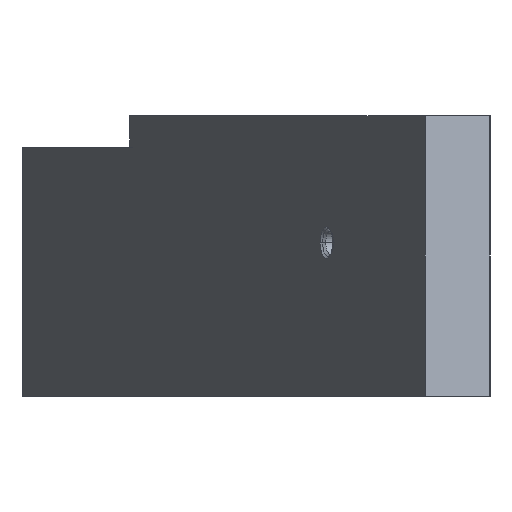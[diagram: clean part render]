
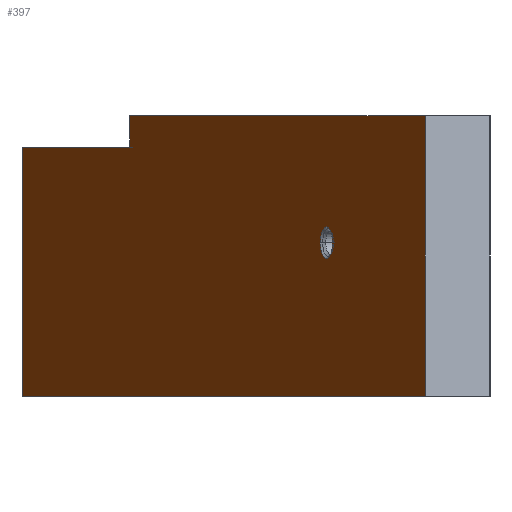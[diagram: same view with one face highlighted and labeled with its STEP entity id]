
A CAD part, left-side view. The second image highlights one B-rep face of the part: STEP entity #397.
In plain terms, the highlighted planar face has unit normal (-0.383, 0.924, 0).
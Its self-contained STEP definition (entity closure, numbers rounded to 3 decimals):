
#13=DIRECTION('',(-0.924,-0.383,0.));
#14=VECTOR('',#13,150.);
#15=CARTESIAN_POINT('',(0.,66.641,0.));
#16=LINE('',#15,#14);
#65=DIRECTION('',(0.,0.,1.));
#66=VECTOR('',#65,40.);
#67=CARTESIAN_POINT('',(-138.582,9.239,0.));
#68=LINE('',#67,#66);
#69=DIRECTION('',(-0.924,-0.383,0.));
#70=VECTOR('',#69,40.006);
#71=CARTESIAN_POINT('',(0.,66.641,35.5));
#72=LINE('',#71,#70);
#73=DIRECTION('',(0.,0.,1.));
#74=VECTOR('',#73,4.5);
#75=CARTESIAN_POINT('',(-36.96,51.332,35.5));
#76=LINE('',#75,#74);
#77=DIRECTION('',(0.,0.,1.));
#78=VECTOR('',#77,35.5);
#79=CARTESIAN_POINT('',(0.,66.641,0.));
#80=LINE('',#79,#78);
#81=CARTESIAN_POINT('',(-104.655,23.292,21.881));
#82=DIRECTION('',(-0.383,0.924,0.));
#83=DIRECTION('',(0.924,0.383,0.));
#84=AXIS2_PLACEMENT_3D('',#81,#82,#83);
#86=CARTESIAN_POINT('',(-104.655,23.292,21.881));
#87=DIRECTION('',(-0.383,0.924,0.));
#88=DIRECTION('',(-0.924,-0.383,0.));
#89=AXIS2_PLACEMENT_3D('',#86,#87,#88);
#143=DIRECTION('',(-0.924,-0.383,0.));
#144=VECTOR('',#143,109.994);
#145=CARTESIAN_POINT('',(-36.96,51.332,40.));
#146=LINE('',#145,#144);
#259=CARTESIAN_POINT('',(0.,66.641,0.));
#260=VERTEX_POINT('',#259);
#261=CARTESIAN_POINT('',(-138.582,9.239,0.));
#262=VERTEX_POINT('',#261);
#269=CARTESIAN_POINT('',(-138.582,9.239,40.));
#270=VERTEX_POINT('',#269);
#271=CARTESIAN_POINT('',(0.,66.641,35.5));
#273=VERTEX_POINT('',#271);
#277=CARTESIAN_POINT('',(-36.96,51.332,35.5));
#278=VERTEX_POINT('',#277);
#279=CARTESIAN_POINT('',(-36.96,51.332,40.));
#280=VERTEX_POINT('',#279);
#301=CARTESIAN_POINT('',(-102.576,24.153,21.881));
#302=CARTESIAN_POINT('',(-106.734,22.431,21.881));
#303=VERTEX_POINT('',#301);
#304=VERTEX_POINT('',#302);
#374=CARTESIAN_POINT('',(0.,66.641,0.));
#375=DIRECTION('',(-0.383,0.924,0.));
#376=DIRECTION('',(-0.924,-0.383,0.));
#377=AXIS2_PLACEMENT_3D('',#374,#375,#376);
#378=PLANE('',#377);
#380=ORIENTED_EDGE('',*,*,#379,.T.);
#382=ORIENTED_EDGE('',*,*,#381,.T.);
#384=ORIENTED_EDGE('',*,*,#383,.T.);
#385=ORIENTED_EDGE('',*,*,#366,.F.);
#386=ORIENTED_EDGE('',*,*,#326,.F.);
#388=ORIENTED_EDGE('',*,*,#387,.T.);
#389=EDGE_LOOP('',(#380,#382,#384,#385,#386,#388));
#390=FACE_OUTER_BOUND('',#389,.F.);
#392=ORIENTED_EDGE('',*,*,#391,.T.);
#394=ORIENTED_EDGE('',*,*,#393,.T.);
#395=EDGE_LOOP('',(#392,#394));
#396=FACE_BOUND('',#395,.F.);
#397=ADVANCED_FACE('',(#390,#396),#378,.T.);
#85=CIRCLE('',#84,2.25);
#90=CIRCLE('',#89,2.25);
#326=EDGE_CURVE('',#260,#262,#16,.T.);
#366=EDGE_CURVE('',#262,#270,#68,.T.);
#379=EDGE_CURVE('',#273,#278,#72,.T.);
#381=EDGE_CURVE('',#278,#280,#76,.T.);
#383=EDGE_CURVE('',#280,#270,#146,.T.);
#387=EDGE_CURVE('',#260,#273,#80,.T.);
#391=EDGE_CURVE('',#303,#304,#85,.T.);
#393=EDGE_CURVE('',#304,#303,#90,.T.);
